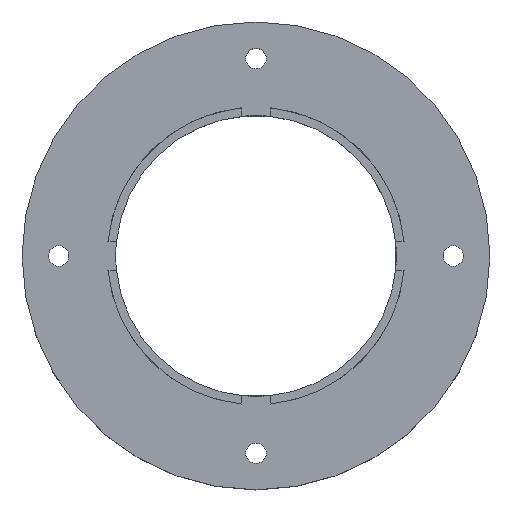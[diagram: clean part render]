
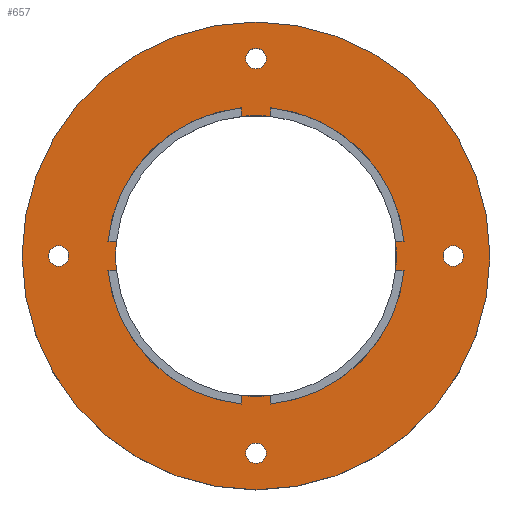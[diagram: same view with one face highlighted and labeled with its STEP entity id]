
A CAD part, top view. The second image highlights one B-rep face of the part: STEP entity #657.
In plain terms, the highlighted planar face has unit normal (0, 0, 1).
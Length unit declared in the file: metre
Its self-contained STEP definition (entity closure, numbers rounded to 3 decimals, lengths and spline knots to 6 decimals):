
#23=PLANE('',#754);
#50=LINE('',#1111,#90);
#51=LINE('',#1115,#91);
#52=LINE('',#1119,#92);
#53=LINE('',#1123,#93);
#54=LINE('',#1127,#94);
#55=LINE('',#1131,#95);
#56=LINE('',#1135,#96);
#57=LINE('',#1139,#97);
#90=VECTOR('',#914,1.);
#91=VECTOR('',#917,1.);
#92=VECTOR('',#920,1.);
#93=VECTOR('',#923,1.);
#94=VECTOR('',#926,1.);
#95=VECTOR('',#929,1.);
#96=VECTOR('',#932,1.);
#97=VECTOR('',#935,1.);
#186=ORIENTED_EDGE('',*,*,#331,.T.);
#187=ORIENTED_EDGE('',*,*,#332,.T.);
#188=ORIENTED_EDGE('',*,*,#333,.F.);
#189=ORIENTED_EDGE('',*,*,#334,.F.);
#190=ORIENTED_EDGE('',*,*,#335,.T.);
#191=ORIENTED_EDGE('',*,*,#336,.T.);
#192=ORIENTED_EDGE('',*,*,#337,.F.);
#193=ORIENTED_EDGE('',*,*,#338,.F.);
#194=ORIENTED_EDGE('',*,*,#339,.T.);
#195=ORIENTED_EDGE('',*,*,#340,.F.);
#196=ORIENTED_EDGE('',*,*,#341,.F.);
#197=ORIENTED_EDGE('',*,*,#342,.T.);
#198=ORIENTED_EDGE('',*,*,#343,.T.);
#199=ORIENTED_EDGE('',*,*,#344,.F.);
#200=ORIENTED_EDGE('',*,*,#345,.F.);
#201=ORIENTED_EDGE('',*,*,#346,.T.);
#202=ORIENTED_EDGE('',*,*,#328,.T.);
#203=ORIENTED_EDGE('',*,*,#323,.F.);
#204=ORIENTED_EDGE('',*,*,#329,.F.);
#205=ORIENTED_EDGE('',*,*,#321,.F.);
#206=ORIENTED_EDGE('',*,*,#325,.F.);
#321=EDGE_CURVE('',#401,#401,#453,.T.);
#323=EDGE_CURVE('',#403,#403,#455,.T.);
#325=EDGE_CURVE('',#405,#405,#457,.T.);
#328=EDGE_CURVE('',#408,#408,#460,.T.);
#329=EDGE_CURVE('',#409,#409,#461,.T.);
#331=EDGE_CURVE('',#411,#412,#463,.T.);
#332=EDGE_CURVE('',#412,#413,#50,.T.);
#333=EDGE_CURVE('',#414,#413,#464,.T.);
#334=EDGE_CURVE('',#415,#414,#51,.T.);
#335=EDGE_CURVE('',#415,#416,#465,.T.);
#336=EDGE_CURVE('',#416,#417,#52,.T.);
#337=EDGE_CURVE('',#418,#417,#466,.T.);
#338=EDGE_CURVE('',#419,#418,#53,.T.);
#339=EDGE_CURVE('',#419,#420,#467,.T.);
#340=EDGE_CURVE('',#421,#420,#54,.T.);
#341=EDGE_CURVE('',#422,#421,#468,.T.);
#342=EDGE_CURVE('',#422,#423,#55,.T.);
#343=EDGE_CURVE('',#423,#424,#469,.T.);
#344=EDGE_CURVE('',#425,#424,#56,.T.);
#345=EDGE_CURVE('',#426,#425,#470,.T.);
#346=EDGE_CURVE('',#426,#411,#57,.T.);
#401=VERTEX_POINT('',#1084);
#403=VERTEX_POINT('',#1089);
#405=VERTEX_POINT('',#1094);
#408=VERTEX_POINT('',#1101);
#409=VERTEX_POINT('',#1104);
#411=VERTEX_POINT('',#1109);
#412=VERTEX_POINT('',#1110);
#413=VERTEX_POINT('',#1112);
#414=VERTEX_POINT('',#1114);
#415=VERTEX_POINT('',#1116);
#416=VERTEX_POINT('',#1118);
#417=VERTEX_POINT('',#1120);
#418=VERTEX_POINT('',#1122);
#419=VERTEX_POINT('',#1124);
#420=VERTEX_POINT('',#1126);
#421=VERTEX_POINT('',#1128);
#422=VERTEX_POINT('',#1130);
#423=VERTEX_POINT('',#1132);
#424=VERTEX_POINT('',#1134);
#425=VERTEX_POINT('',#1136);
#426=VERTEX_POINT('',#1138);
#453=CIRCLE('',#740,0.00175);
#455=CIRCLE('',#743,0.00175);
#457=CIRCLE('',#746,0.00175);
#460=CIRCLE('',#750,0.04);
#461=CIRCLE('',#752,0.00175);
#463=CIRCLE('',#755,0.02545);
#464=CIRCLE('',#756,0.024);
#465=CIRCLE('',#757,0.02545);
#466=CIRCLE('',#758,0.024);
#467=CIRCLE('',#759,0.02545);
#468=CIRCLE('',#760,0.024);
#469=CIRCLE('',#761,0.02545);
#470=CIRCLE('',#762,0.024);
#516=EDGE_LOOP('',(#186,#187,#188,#189,#190,#191,#192,#193,#194,#195,#196,
#197,#198,#199,#200,#201));
#517=EDGE_LOOP('',(#202));
#518=EDGE_LOOP('',(#203));
#519=EDGE_LOOP('',(#204));
#520=EDGE_LOOP('',(#205));
#521=EDGE_LOOP('',(#206));
#588=FACE_BOUND('',#516,.T.);
#589=FACE_BOUND('',#517,.T.);
#590=FACE_BOUND('',#518,.T.);
#591=FACE_BOUND('',#519,.T.);
#592=FACE_BOUND('',#520,.T.);
#593=FACE_BOUND('',#521,.T.);
#657=ADVANCED_FACE('',(#588,#589,#590,#591,#592,#593),#23,.T.);
#740=AXIS2_PLACEMENT_3D('',#1083,#882,#883);
#743=AXIS2_PLACEMENT_3D('',#1088,#888,#889);
#746=AXIS2_PLACEMENT_3D('',#1093,#894,#895);
#750=AXIS2_PLACEMENT_3D('',#1100,#902,#903);
#752=AXIS2_PLACEMENT_3D('',#1103,#906,#907);
#754=AXIS2_PLACEMENT_3D('',#1107,#910,#911);
#755=AXIS2_PLACEMENT_3D('',#1108,#912,#913);
#756=AXIS2_PLACEMENT_3D('',#1113,#915,#916);
#757=AXIS2_PLACEMENT_3D('',#1117,#918,#919);
#758=AXIS2_PLACEMENT_3D('',#1121,#921,#922);
#759=AXIS2_PLACEMENT_3D('',#1125,#924,#925);
#760=AXIS2_PLACEMENT_3D('',#1129,#927,#928);
#761=AXIS2_PLACEMENT_3D('',#1133,#930,#931);
#762=AXIS2_PLACEMENT_3D('',#1137,#933,#934);
#882=DIRECTION('',(0.,0.,1.));
#883=DIRECTION('',(1.,0.,0.));
#888=DIRECTION('',(0.,0.,1.));
#889=DIRECTION('',(1.,0.,0.));
#894=DIRECTION('',(0.,0.,1.));
#895=DIRECTION('',(1.,0.,0.));
#902=DIRECTION('',(0.,0.,1.));
#903=DIRECTION('',(1.,0.,0.));
#906=DIRECTION('',(0.,0.,1.));
#907=DIRECTION('',(1.,0.,0.));
#910=DIRECTION('',(0.,0.,1.));
#911=DIRECTION('',(1.,0.,0.));
#912=DIRECTION('',(0.,0.,-1.));
#913=DIRECTION('',(-1.,0.,0.));
#914=DIRECTION('',(1.,0.,0.));
#915=DIRECTION('',(0.,0.,1.));
#916=DIRECTION('',(1.,0.,0.));
#917=DIRECTION('',(1.,0.,0.));
#918=DIRECTION('',(0.,0.,-1.));
#919=DIRECTION('',(-1.,0.,0.));
#920=DIRECTION('',(0.,-1.,0.));
#921=DIRECTION('',(0.,0.,1.));
#922=DIRECTION('',(1.,0.,0.));
#923=DIRECTION('',(0.,-1.,0.));
#924=DIRECTION('',(0.,0.,-1.));
#925=DIRECTION('',(-1.,0.,0.));
#926=DIRECTION('',(1.,0.,0.));
#927=DIRECTION('',(0.,0.,1.));
#928=DIRECTION('',(1.,0.,0.));
#929=DIRECTION('',(1.,0.,0.));
#930=DIRECTION('',(0.,0.,-1.));
#931=DIRECTION('',(-1.,0.,0.));
#932=DIRECTION('',(0.,-1.,0.));
#933=DIRECTION('',(0.,0.,1.));
#934=DIRECTION('',(1.,0.,0.));
#935=DIRECTION('',(0.,-1.,0.));
#1083=CARTESIAN_POINT('',(0.,-0.03375,0.014));
#1084=CARTESIAN_POINT('',(0.00175,-0.03375,0.014));
#1088=CARTESIAN_POINT('',(-0.03375,0.,0.014));
#1089=CARTESIAN_POINT('',(-0.032,0.,0.014));
#1093=CARTESIAN_POINT('',(0.,0.03375,0.014));
#1094=CARTESIAN_POINT('',(0.00175,0.03375,0.014));
#1100=CARTESIAN_POINT('',(0.,0.,0.014));
#1101=CARTESIAN_POINT('',(0.04,0.,0.014));
#1103=CARTESIAN_POINT('',(0.03375,0.,0.014));
#1104=CARTESIAN_POINT('',(0.0355,0.,0.014));
#1107=CARTESIAN_POINT('',(0.,0.,0.014));
#1108=CARTESIAN_POINT('',(0.,0.,0.014));
#1109=CARTESIAN_POINT('',(-0.0025,-0.025327,0.014));
#1110=CARTESIAN_POINT('',(-0.025327,-0.0025,0.014));
#1111=CARTESIAN_POINT('',(-0.025377,-0.0025,0.014));
#1112=CARTESIAN_POINT('',(-0.023869,-0.0025,0.014));
#1113=CARTESIAN_POINT('',(0.,0.,0.014));
#1114=CARTESIAN_POINT('',(-0.023869,0.0025,0.014));
#1115=CARTESIAN_POINT('',(-0.025377,0.0025,0.014));
#1116=CARTESIAN_POINT('',(-0.025327,0.0025,0.014));
#1117=CARTESIAN_POINT('',(0.,0.,0.014));
#1118=CARTESIAN_POINT('',(-0.0025,0.025327,0.014));
#1119=CARTESIAN_POINT('',(-0.0025,0.025377,0.014));
#1120=CARTESIAN_POINT('',(-0.0025,0.023869,0.014));
#1121=CARTESIAN_POINT('',(0.,0.,0.014));
#1122=CARTESIAN_POINT('',(0.0025,0.023869,0.014));
#1123=CARTESIAN_POINT('',(0.0025,0.025377,0.014));
#1124=CARTESIAN_POINT('',(0.0025,0.025327,0.014));
#1125=CARTESIAN_POINT('',(0.,0.,0.014));
#1126=CARTESIAN_POINT('',(0.025327,0.0025,0.014));
#1127=CARTESIAN_POINT('',(0.025377,0.0025,0.014));
#1128=CARTESIAN_POINT('',(0.023869,0.0025,0.014));
#1129=CARTESIAN_POINT('',(0.,0.,0.014));
#1130=CARTESIAN_POINT('',(0.023869,-0.0025,0.014));
#1131=CARTESIAN_POINT('',(0.025377,-0.0025,0.014));
#1132=CARTESIAN_POINT('',(0.025327,-0.0025,0.014));
#1133=CARTESIAN_POINT('',(0.,0.,0.014));
#1134=CARTESIAN_POINT('',(0.0025,-0.025327,0.014));
#1135=CARTESIAN_POINT('',(0.0025,-0.025377,0.014));
#1136=CARTESIAN_POINT('',(0.0025,-0.023869,0.014));
#1137=CARTESIAN_POINT('',(0.,0.,0.014));
#1138=CARTESIAN_POINT('',(-0.0025,-0.023869,0.014));
#1139=CARTESIAN_POINT('',(-0.0025,-0.025377,0.014));
